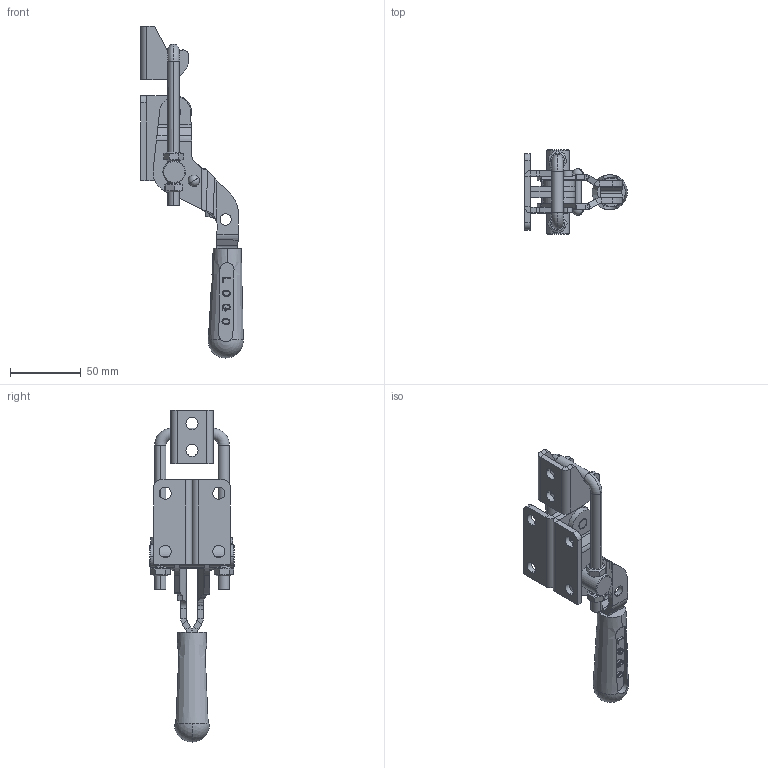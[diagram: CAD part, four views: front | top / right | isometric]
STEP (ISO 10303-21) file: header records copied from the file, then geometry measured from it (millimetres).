
FILE_DESCRIPTION (( 'STEP AP203' ), '1' );
FILE_NAME ('HS-40341.STEP', '2018-12-07T06:50:56', ( 'PCOS' ), ( '微软中国' ), 'SwSTEP 2.0', 'SolidWorks 2012', '' );
FILE_SCHEMA (( 'CONFIG_CONTROL_DESIGN' ));
Length unit declared in the file: millimetre
Products named in the file (12): HS-40341; M8蹟譫; 諶1; 种4; 种2; 种1; 忒杶芠; 忒梟酘ㄗ党ㄘ; 忒梟衵ㄗ党ㄘ; 蹟挴裝; 菁釱酘; 菁釱衵
Assembly tree (14 placements, depth 2):
  HS-40341
    菁釱衵
    菁釱酘
    蹟挴裝
    忒梟衵ㄗ党ㄘ
    忒梟酘ㄗ党ㄘ
    忒杶芠
    种1
    种2
    种4
    諶1
    M8蹟譫  x4
Bounding box: 72.84 x 60 x 235.1 mm (x, y, z)
Volume: 104078.4 mm3; surface area: 60114.1 mm2
Topology: 14 solids, 14 shells, 498 faces, 1220 edges, 761 vertices
Faces by surface type: plane 246, cylinder 120, bspline 92, cone 30, sphere 6, torus 4
Entity records: 20317 total; most frequent: CARTESIAN_POINT 8761, ORIENTED_EDGE 2232, DIRECTION 1872, EDGE_CURVE 1116, VERTEX_POINT 697, VECTOR 638, LINE 638, AXIS2_PLACEMENT_3D 617
